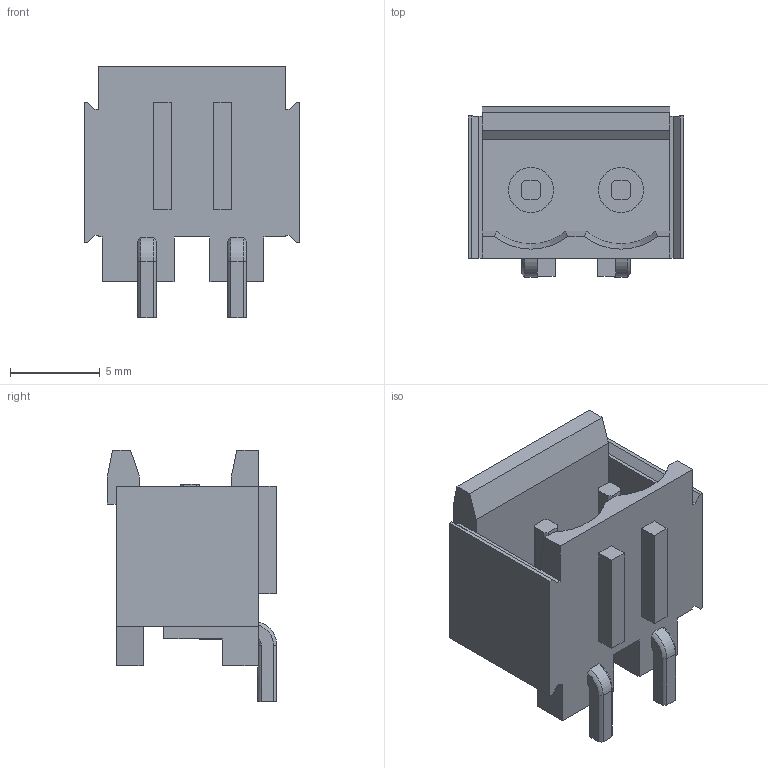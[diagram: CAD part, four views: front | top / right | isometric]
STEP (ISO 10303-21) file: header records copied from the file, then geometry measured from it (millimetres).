
FILE_DESCRIPTION((''),'2;1');
FILE_NAME('C-2305908-2','2016-08-19T',('workeradm'),('Tyco Electronics Ltd.'),'CREO PARAMETRIC BY PTC INC, 2016050','CREO PARAMETRIC BY PTC INC, 2016050','');
FILE_SCHEMA(('AUTOMOTIVE_DESIGN { 1 0 10303 214 1 1 1 1 }'));
Length unit declared in the file: millimetre
Products named in the file (1): C-2305908-2
Bounding box: 12 x 9.43 x 14 mm (x, y, z)
Volume: 508 mm3; surface area: 1007.4 mm2
Topology: 1 solids, 1 shells, 137 faces, 371 edges, 242 vertices
Faces by surface type: plane 93, cylinder 30, torus 12, cone 2
Entity records: 4505 total; most frequent: CARTESIAN_POINT 842, ORIENTED_EDGE 742, DIRECTION 703, EDGE_CURVE 371, VECTOR 281, LINE 281, VERTEX_POINT 242, AXIS2_PLACEMENT_3D 211
